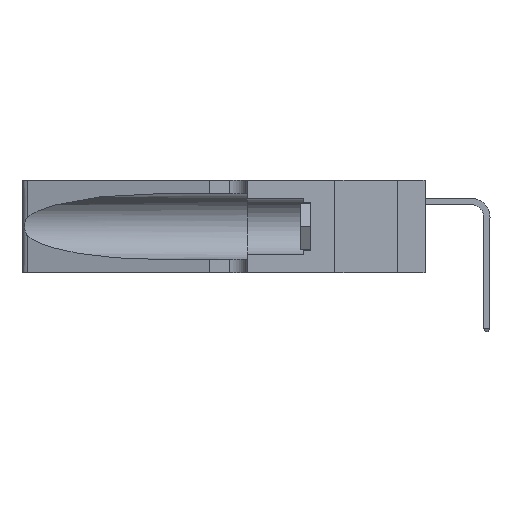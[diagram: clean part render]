
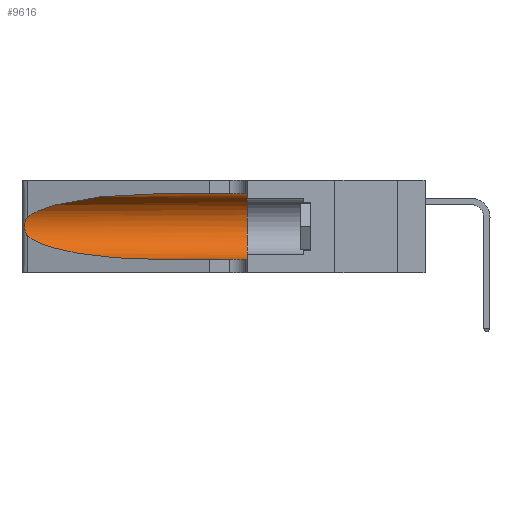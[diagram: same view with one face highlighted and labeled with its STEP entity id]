
A CAD part, left-side view. The second image highlights one B-rep face of the part: STEP entity #9616.
In plain terms, the highlighted cylindrical face has radius 3.308 mm (diameter 6.617 mm), a partial arc.
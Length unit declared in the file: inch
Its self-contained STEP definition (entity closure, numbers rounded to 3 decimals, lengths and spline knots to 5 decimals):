
#167 = CARTESIAN_POINT ( 'NONE',  ( 0.26018, 1.23835, 0.19895 ) ) ;
#1233 = CARTESIAN_POINT ( 'NONE',  ( 0.1305, 1.61858, 0.185 ) ) ;
#1822 = EDGE_CURVE ( 'NONE', #17700, #30355, #12793, .T. ) ;
#2586 = CARTESIAN_POINT ( 'NONE',  ( 0.26075, 1.23896, 0.178 ) ) ;
#2608 = EDGE_CURVE ( 'NONE', #30355, #17179, #7159, .T. ) ;
#3232 = DIRECTION ( 'NONE',  ( 0., 1., 0. ) ) ;
#4356 = CARTESIAN_POINT ( 'NONE',  ( 0.1305, 0.72297, 0.05475 ) ) ;
#4696 = CARTESIAN_POINT ( 'NONE',  ( 0.1305, 0.72297, 0.05475 ) ) ;
#4988 = CARTESIAN_POINT ( 'NONE',  ( 0.25856, 1.23593, 0.16098 ) ) ;
#5296 = VERTEX_POINT ( 'NONE', #7821 ) ;
#6642 = ORIENTED_EDGE ( 'NONE', *, *, #25679, .F. ) ;
#7159 =( BOUNDED_CURVE ( )  B_SPLINE_CURVE ( 3, ( #28487, #11889, #19113, #4696 ),
 .UNSPECIFIED., .F., .T. ) 
 B_SPLINE_CURVE_WITH_KNOTS ( ( 4, 4 ),
 ( 3.44316, 4.71239 ),
 .UNSPECIFIED. ) 
 CURVE ( )  GEOMETRIC_REPRESENTATION_ITEM ( )  RATIONAL_B_SPLINE_CURVE ( ( 1., 0.87, 0.87, 1. ) ) 
 REPRESENTATION_ITEM ( '' )  );
#7212 = CARTESIAN_POINT ( 'NONE',  ( 0.1305, 1.61858, 0.31525 ) ) ;
#7430 = CARTESIAN_POINT ( 'NONE',  ( 0.25639, 1.23186, 0.15144 ) ) ;
#7821 = CARTESIAN_POINT ( 'NONE',  ( 0.1305, 0.72297, 0.31525 ) ) ;
#8418 = DIRECTION ( 'NONE',  ( 0., 0., -1. ) ) ;
#8558 = VERTEX_POINT ( 'NONE', #25839 ) ;
#9172 = VERTEX_POINT ( 'NONE', #9195 ) ;
#9195 = CARTESIAN_POINT ( 'NONE',  ( 0.1305, 0.35, 0.05475 ) ) ;
#9616 = ADVANCED_FACE ( 'NONE', ( #16694 ), #27799, .F. ) ;
#9889 = CARTESIAN_POINT ( 'NONE',  ( 0.25487, 1.22718, 0.14631 ) ) ;
#9967 = ORIENTED_EDGE ( 'NONE', *, *, #20789, .T. ) ;
#10991 = EDGE_CURVE ( 'NONE', #5296, #8558, #23688, .T. ) ;
#11005 = CARTESIAN_POINT ( 'NONE',  ( 0.1305, 0.72297, 0.31525 ) ) ;
#11887 = EDGE_CURVE ( 'NONE', #5296, #17700, #17777, .T. ) ;
#11889 = CARTESIAN_POINT ( 'NONE',  ( 0.2373, 1.15595, 0.08982 ) ) ;
#12088 = CARTESIAN_POINT ( 'NONE',  ( 0.25487, 1.22718, 0.22369 ) ) ;
#12195 = CARTESIAN_POINT ( 'NONE',  ( 0.25639, 1.23184, 0.21858 ) ) ;
#12414 = VECTOR ( 'NONE', #17957, 39.37008 ) ;
#12793 = B_SPLINE_CURVE_WITH_KNOTS ( 'NONE', 3,
 ( #12088, #24018, #12195, #28765, #14609, #167, #17008, #2586, #19404, #4988, #21788, #7430, #24113, #9889 ),
 .UNSPECIFIED., .F., .F.,
 ( 4, 2, 2, 2, 2, 2, 4 ),
 ( 0., 0.00027, 0.00053, 0.00107, 0.0016, 0.00187, 0.00214 ),
 .UNSPECIFIED. ) ;
#13434 = CARTESIAN_POINT ( 'NONE',  ( 0.18966, 0.96281, 0.31525 ) ) ;
#13968 = CARTESIAN_POINT ( 'NONE',  ( 0.25487, 1.22718, 0.22369 ) ) ;
#14492 = DIRECTION ( 'NONE',  ( 0., -1., 0. ) ) ;
#14609 = CARTESIAN_POINT ( 'NONE',  ( 0.25854, 1.2359, 0.20912 ) ) ;
#15638 = DIRECTION ( 'NONE',  ( 0., -1., 0. ) ) ;
#15816 = CARTESIAN_POINT ( 'NONE',  ( 0.25487, 1.22718, 0.22369 ) ) ;
#16694 = FACE_OUTER_BOUND ( 'NONE', #19903, .T. ) ;
#16821 = ORIENTED_EDGE ( 'NONE', *, *, #2608, .T. ) ;
#17008 = CARTESIAN_POINT ( 'NONE',  ( 0.26075, 1.23896, 0.19203 ) ) ;
#17179 = VERTEX_POINT ( 'NONE', #4356 ) ;
#17661 = CARTESIAN_POINT ( 'NONE',  ( 0.1305, 0.35, 0.185 ) ) ;
#17700 = VERTEX_POINT ( 'NONE', #13968 ) ;
#17777 =( BOUNDED_CURVE ( )  B_SPLINE_CURVE ( 3, ( #11005, #13434, #29963, #15816 ),
 .UNSPECIFIED., .F., .T. ) 
 B_SPLINE_CURVE_WITH_KNOTS ( ( 4, 4 ),
 ( 1.5708, 2.84003 ),
 .UNSPECIFIED. ) 
 CURVE ( )  GEOMETRIC_REPRESENTATION_ITEM ( )  RATIONAL_B_SPLINE_CURVE ( ( 1., 0.87, 0.87, 1. ) ) 
 REPRESENTATION_ITEM ( '' )  );
#17957 = DIRECTION ( 'NONE',  ( 0., -1., 0. ) ) ;
#19113 = CARTESIAN_POINT ( 'NONE',  ( 0.18966, 0.96281, 0.05475 ) ) ;
#19404 = CARTESIAN_POINT ( 'NONE',  ( 0.26017, 1.23833, 0.17102 ) ) ;
#19525 = LINE ( 'NONE', #29697, #12414 ) ;
#19903 = EDGE_LOOP ( 'NONE', ( #22382, #21966, #16821, #9967, #6642, #20458 ) ) ;
#20065 = DIRECTION ( 'NONE',  ( 0., 0., 1. ) ) ;
#20458 = ORIENTED_EDGE ( 'NONE', *, *, #10991, .F. ) ;
#20789 = EDGE_CURVE ( 'NONE', #17179, #9172, #19525, .T. ) ;
#21788 = CARTESIAN_POINT ( 'NONE',  ( 0.25789, 1.23486, 0.15765 ) ) ;
#21966 = ORIENTED_EDGE ( 'NONE', *, *, #1822, .T. ) ;
#22382 = ORIENTED_EDGE ( 'NONE', *, *, #11887, .T. ) ;
#22747 = CIRCLE ( 'NONE', #24183, 0.13025 ) ;
#23688 = LINE ( 'NONE', #7212, #29968 ) ;
#24018 = CARTESIAN_POINT ( 'NONE',  ( 0.25555, 1.22994, 0.2215 ) ) ;
#24113 = CARTESIAN_POINT ( 'NONE',  ( 0.25555, 1.22993, 0.14849 ) ) ;
#24183 = AXIS2_PLACEMENT_3D ( 'NONE', #17661, #3232, #20065 ) ;
#25679 = EDGE_CURVE ( 'NONE', #8558, #9172, #22747, .T. ) ;
#25839 = CARTESIAN_POINT ( 'NONE',  ( 0.1305, 0.35, 0.31525 ) ) ;
#27799 = CYLINDRICAL_SURFACE ( 'NONE', #28883, 0.13025 ) ;
#28487 = CARTESIAN_POINT ( 'NONE',  ( 0.25487, 1.22718, 0.14631 ) ) ;
#28764 = CARTESIAN_POINT ( 'NONE',  ( 0.25487, 1.22718, 0.14631 ) ) ;
#28765 = CARTESIAN_POINT ( 'NONE',  ( 0.25787, 1.23484, 0.2124 ) ) ;
#28883 = AXIS2_PLACEMENT_3D ( 'NONE', #1233, #15638, #8418 ) ;
#29697 = CARTESIAN_POINT ( 'NONE',  ( 0.1305, 1.61858, 0.05475 ) ) ;
#29963 = CARTESIAN_POINT ( 'NONE',  ( 0.2373, 1.15595, 0.28018 ) ) ;
#29968 = VECTOR ( 'NONE', #14492, 39.37008 ) ;
#30355 = VERTEX_POINT ( 'NONE', #28764 ) ;
